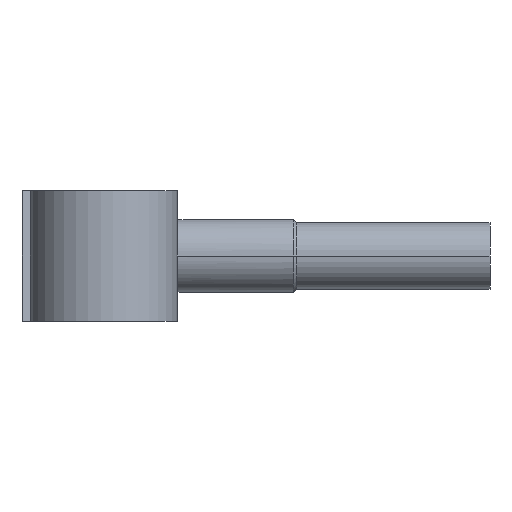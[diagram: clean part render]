
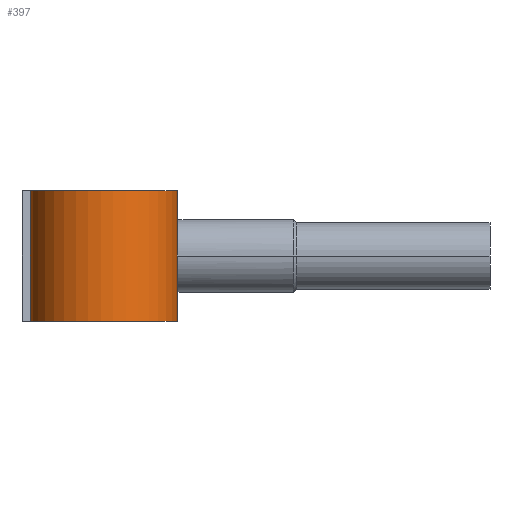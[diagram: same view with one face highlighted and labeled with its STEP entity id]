
A CAD part, front view. The second image highlights one B-rep face of the part: STEP entity #397.
In plain terms, the highlighted cylindrical face has radius 35.767 mm (diameter 71.533 mm), a partial arc.
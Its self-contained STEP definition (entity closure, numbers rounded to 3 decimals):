
#247 = EDGE_CURVE( '', #281, #445, #700, .T. );
#281 = VERTEX_POINT( '', #741 );
#379 = EDGE_CURVE( '', #517, #509, #848, .T. );
#397 = ADVANCED_FACE( '', ( #868 ), #869, .T. );
#445 = VERTEX_POINT( '', #924 );
#465 = EDGE_CURVE( '', #445, #517, #945, .T. );
#477 = EDGE_CURVE( '', #281, #509, #958, .T. );
#509 = VERTEX_POINT( '', #990 );
#517 = VERTEX_POINT( '', #998 );
#700 = LINE( '', #1189, #1190 );
#741 = CARTESIAN_POINT( '', ( -35.443, -4.8, 31.5 ) );
#848 = LINE( '', #1469, #1470 );
#868 = FACE_OUTER_BOUND( '', #1495, .T. );
#869 = CYLINDRICAL_SURFACE( '', #1496, 35.767 );
#924 = CARTESIAN_POINT( '', ( -35.443, -4.8, -31.5 ) );
#945 = CIRCLE( '', #1590, 35.767 );
#958 = CIRCLE( '', #1607, 35.767 );
#990 = CARTESIAN_POINT( '', ( 35.443, 4.8, 31.5 ) );
#998 = CARTESIAN_POINT( '', ( 35.443, 4.8, -31.5 ) );
#1189 = CARTESIAN_POINT( '', ( -35.443, -4.8, 31.5 ) );
#1190 = VECTOR( '', #2266, 1. );
#1469 = CARTESIAN_POINT( '', ( 35.443, 4.8, 31.5 ) );
#1470 = VECTOR( '', #2432, 1. );
#1495 = EDGE_LOOP( '', ( #2455, #2456, #2457, #2458 ) );
#1496 = AXIS2_PLACEMENT_3D( '', #2459, #2460, #2461 );
#1590 = AXIS2_PLACEMENT_3D( '', #2562, #2563, #2564 );
#1607 = AXIS2_PLACEMENT_3D( '', #2577, #2578, #2579 );
#2266 = DIRECTION( '', ( 0., 0., -1. ) );
#2432 = DIRECTION( '', ( 0., 0., 1. ) );
#2455 = ORIENTED_EDGE( '', *, *, #379, .T. );
#2456 = ORIENTED_EDGE( '', *, *, #477, .F. );
#2457 = ORIENTED_EDGE( '', *, *, #247, .T. );
#2458 = ORIENTED_EDGE( '', *, *, #465, .T. );
#2459 = CARTESIAN_POINT( '', ( 0., 0., 31.5 ) );
#2460 = DIRECTION( '', ( 0., 0., 1. ) );
#2461 = DIRECTION( '', ( -0.991, -0.134, 0. ) );
#2562 = CARTESIAN_POINT( '', ( 0., 0., -31.5 ) );
#2563 = DIRECTION( '', ( 0., 0., 1. ) );
#2564 = DIRECTION( '', ( -0.991, -0.134, 0. ) );
#2577 = CARTESIAN_POINT( '', ( 0., 0., 31.5 ) );
#2578 = DIRECTION( '', ( 0., 0., 1. ) );
#2579 = DIRECTION( '', ( -0.991, -0.134, 0. ) );
